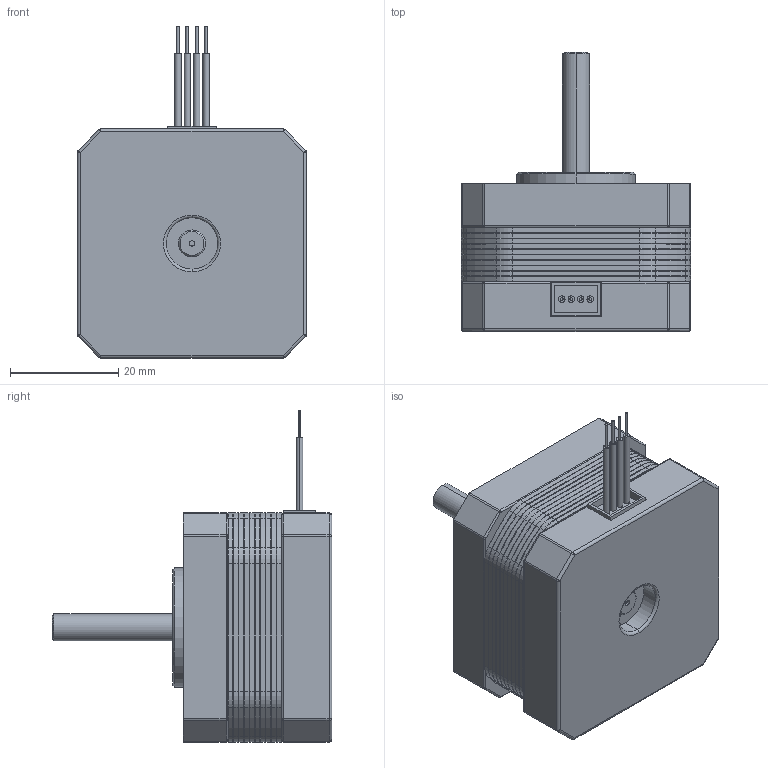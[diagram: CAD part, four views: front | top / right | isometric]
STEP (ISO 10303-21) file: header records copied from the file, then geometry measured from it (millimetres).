
FILE_DESCRIPTION (( 'STEP AP214' ), '1' );
FILE_NAME ('Nema 17 Stepper Motor length 28mm.STEP', '2017-12-11T21:48:36', ( '' ), ( '' ), 'SwSTEP 2.0', 'SolidWorks 2016', '' );
FILE_SCHEMA (( 'AUTOMOTIVE_DESIGN' ));
Length unit declared in the file: millimetre
Products named in the file (1): Nema 17  Stepper Motor length 28mm
Bounding box: 42.3 x 51.6 x 61.3 mm (x, y, z)
Volume: 48042.9 mm3; surface area: 46306.6 mm2
Topology: 21 solids, 21 shells, 690 faces, 1525 edges, 880 vertices
Faces by surface type: cone 254, cylinder 207, plane 201, torus 20, sphere 8
Entity records: 24699 total; most frequent: DIRECTION 3591, CARTESIAN_POINT 3088, ORIENTED_EDGE 3034, EDGE_CURVE 1517, AXIS2_PLACEMENT_3D 1383, VERTEX_POINT 880, LINE 825, VECTOR 825
